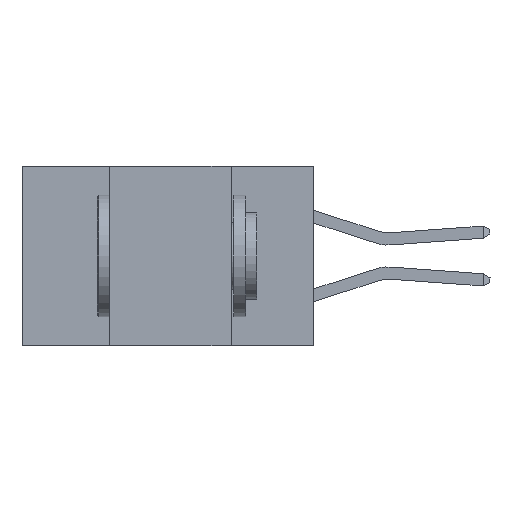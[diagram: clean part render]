
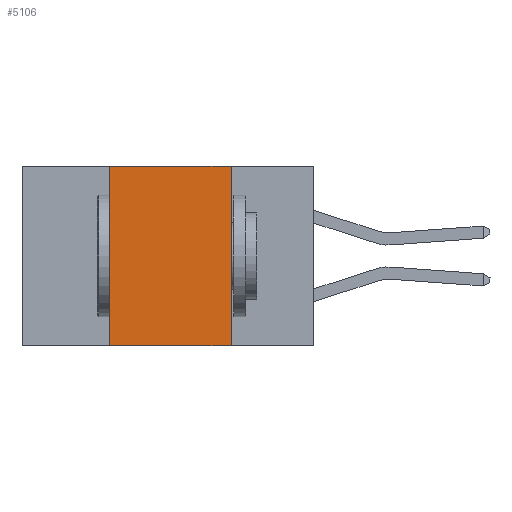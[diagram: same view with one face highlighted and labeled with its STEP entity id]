
A CAD part, left-side view. The second image highlights one B-rep face of the part: STEP entity #5106.
In plain terms, the highlighted planar face has unit normal (-1, 0, 0).
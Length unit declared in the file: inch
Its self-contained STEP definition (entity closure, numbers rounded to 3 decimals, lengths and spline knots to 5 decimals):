
#30 = VERTEX_POINT ( 'NONE', #2336 ) ;
#72 = CARTESIAN_POINT ( 'NONE',  ( 0., 0.42, -0.37 ) ) ;
#109 = ORIENTED_EDGE ( 'NONE', *, *, #3576, .F. ) ;
#831 = ORIENTED_EDGE ( 'NONE', *, *, #6207, .T. ) ;
#1100 = ORIENTED_EDGE ( 'NONE', *, *, #5446, .F. ) ;
#1183 = ORIENTED_EDGE ( 'NONE', *, *, #6789, .F. ) ;
#1304 = FACE_OUTER_BOUND ( 'NONE', #7821, .T. ) ;
#1380 = PLANE ( 'NONE',  #3763 ) ;
#1399 = VERTEX_POINT ( 'NONE', #72 ) ;
#1963 = LINE ( 'NONE', #2687, #8921 ) ;
#2336 = CARTESIAN_POINT ( 'NONE',  ( 0., 0.42, 0. ) ) ;
#2396 = DIRECTION ( 'NONE',  ( 0., 0., -1. ) ) ;
#2687 = CARTESIAN_POINT ( 'NONE',  ( 0., 0.6, 0. ) ) ;
#2865 = CARTESIAN_POINT ( 'NONE',  ( 0., 0.17, 0. ) ) ;
#3576 = EDGE_CURVE ( 'NONE', #9444, #9818, #9489, .T. ) ;
#3648 = DIRECTION ( 'NONE',  ( 0., -1., 0. ) ) ;
#3763 = AXIS2_PLACEMENT_3D ( 'NONE', #7138, #8789, #7231 ) ;
#3833 = CARTESIAN_POINT ( 'NONE',  ( 0., 0.17, -0.37 ) ) ;
#4297 = VECTOR ( 'NONE', #2396, 39.37008 ) ;
#5000 = CARTESIAN_POINT ( 'NONE',  ( 0., 0.6, -0.37 ) ) ;
#5106 = ADVANCED_FACE ( 'NONE', ( #1304 ), #1380, .F. ) ;
#5446 = EDGE_CURVE ( 'NONE', #30, #9444, #1963, .T. ) ;
#5846 = DIRECTION ( 'NONE',  ( 0., 0., 1. ) ) ;
#6016 = CARTESIAN_POINT ( 'NONE',  ( 0., 0.17, 0. ) ) ;
#6207 = EDGE_CURVE ( 'NONE', #1399, #9818, #9167, .T. ) ;
#6789 = EDGE_CURVE ( 'NONE', #1399, #30, #7584, .T. ) ;
#6877 = VECTOR ( 'NONE', #10180, 39.37008 ) ;
#7138 = CARTESIAN_POINT ( 'NONE',  ( 0., 0.6, 0. ) ) ;
#7231 = DIRECTION ( 'NONE',  ( 0., 0., -1. ) ) ;
#7584 = LINE ( 'NONE', #11729, #11675 ) ;
#7821 = EDGE_LOOP ( 'NONE', ( #109, #1100, #1183, #831 ) ) ;
#8789 = DIRECTION ( 'NONE',  ( 1., 0., 0. ) ) ;
#8921 = VECTOR ( 'NONE', #3648, 39.37008 ) ;
#9167 = LINE ( 'NONE', #5000, #6877 ) ;
#9444 = VERTEX_POINT ( 'NONE', #6016 ) ;
#9489 = LINE ( 'NONE', #2865, #4297 ) ;
#9818 = VERTEX_POINT ( 'NONE', #3833 ) ;
#10180 = DIRECTION ( 'NONE',  ( 0., -1., 0. ) ) ;
#11675 = VECTOR ( 'NONE', #5846, 39.37008 ) ;
#11729 = CARTESIAN_POINT ( 'NONE',  ( 0., 0.42, 0. ) ) ;
